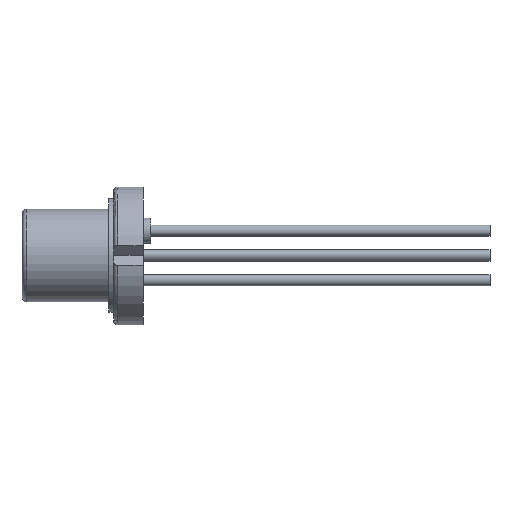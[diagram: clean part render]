
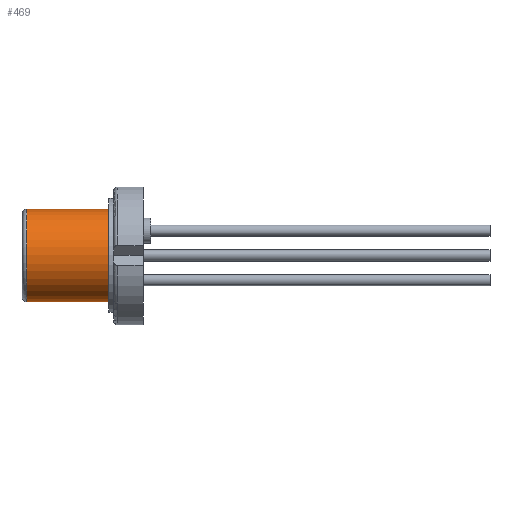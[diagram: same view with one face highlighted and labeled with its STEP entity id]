
A CAD part, left-side view. The second image highlights one B-rep face of the part: STEP entity #469.
In plain terms, the highlighted cylindrical face has radius 1.875 mm (diameter 3.75 mm), a partial arc.
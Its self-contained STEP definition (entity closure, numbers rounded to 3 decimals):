
#117 = ORIENTED_EDGE ( 'NONE', *, *, #385, .T. ) ;
#173 = CARTESIAN_POINT ( 'NONE',  ( 0., 1.4, 0. ) ) ;
#215 = AXIS2_PLACEMENT_3D ( 'NONE', #318, #669, #1182 ) ;
#239 = EDGE_CURVE ( 'NONE', #1442, #1666, #410, .T. ) ;
#273 = VECTOR ( 'NONE', #1425, 1000. ) ;
#318 = CARTESIAN_POINT ( 'NONE',  ( 0., 4.7, 0. ) ) ;
#341 = CARTESIAN_POINT ( 'NONE',  ( 0., 4.7, 1.875 ) ) ;
#359 = EDGE_LOOP ( 'NONE', ( #1509, #117, #427, #557 ) ) ;
#385 = EDGE_CURVE ( 'NONE', #1061, #1442, #483, .T. ) ;
#393 = CARTESIAN_POINT ( 'NONE',  ( 0., 0., -1.875 ) ) ;
#410 = LINE ( 'NONE', #393, #616 ) ;
#427 = ORIENTED_EDGE ( 'NONE', *, *, #239, .T. ) ;
#469 = ADVANCED_FACE ( 'NONE', ( #1035 ), #1407, .T. ) ;
#483 = CIRCLE ( 'NONE', #215, 1.875 ) ;
#515 = CARTESIAN_POINT ( 'NONE',  ( 0., 1.4, 1.875 ) ) ;
#528 = DIRECTION ( 'NONE',  ( 0., -1., 0. ) ) ;
#557 = ORIENTED_EDGE ( 'NONE', *, *, #1315, .F. ) ;
#576 = DIRECTION ( 'NONE',  ( 0., 0., -1. ) ) ;
#591 = VERTEX_POINT ( 'NONE', #515 ) ;
#616 = VECTOR ( 'NONE', #528, 1000. ) ;
#669 = DIRECTION ( 'NONE',  ( 0., -1., 0. ) ) ;
#686 = DIRECTION ( 'NONE',  ( 0., -1., 0. ) ) ;
#759 = DIRECTION ( 'NONE',  ( 0., -1., 0. ) ) ;
#766 = CARTESIAN_POINT ( 'NONE',  ( 0., 0., 0. ) ) ;
#940 = AXIS2_PLACEMENT_3D ( 'NONE', #766, #759, #1271 ) ;
#1019 = AXIS2_PLACEMENT_3D ( 'NONE', #173, #686, #576 ) ;
#1021 = LINE ( 'NONE', #1524, #273 ) ;
#1035 = FACE_OUTER_BOUND ( 'NONE', #359, .T. ) ;
#1061 = VERTEX_POINT ( 'NONE', #341 ) ;
#1073 = CIRCLE ( 'NONE', #1019, 1.875 ) ;
#1121 = CARTESIAN_POINT ( 'NONE',  ( 0., 4.7, -1.875 ) ) ;
#1172 = EDGE_CURVE ( 'NONE', #1061, #591, #1021, .T. ) ;
#1182 = DIRECTION ( 'NONE',  ( 0., 0., -1. ) ) ;
#1271 = DIRECTION ( 'NONE',  ( 0., 0., -1. ) ) ;
#1315 = EDGE_CURVE ( 'NONE', #591, #1666, #1073, .T. ) ;
#1407 = CYLINDRICAL_SURFACE ( 'NONE', #940, 1.875 ) ;
#1425 = DIRECTION ( 'NONE',  ( 0., -1., 0. ) ) ;
#1442 = VERTEX_POINT ( 'NONE', #1121 ) ;
#1485 = CARTESIAN_POINT ( 'NONE',  ( 0., 1.4, -1.875 ) ) ;
#1509 = ORIENTED_EDGE ( 'NONE', *, *, #1172, .F. ) ;
#1524 = CARTESIAN_POINT ( 'NONE',  ( 0., 0., 1.875 ) ) ;
#1666 = VERTEX_POINT ( 'NONE', #1485 ) ;
